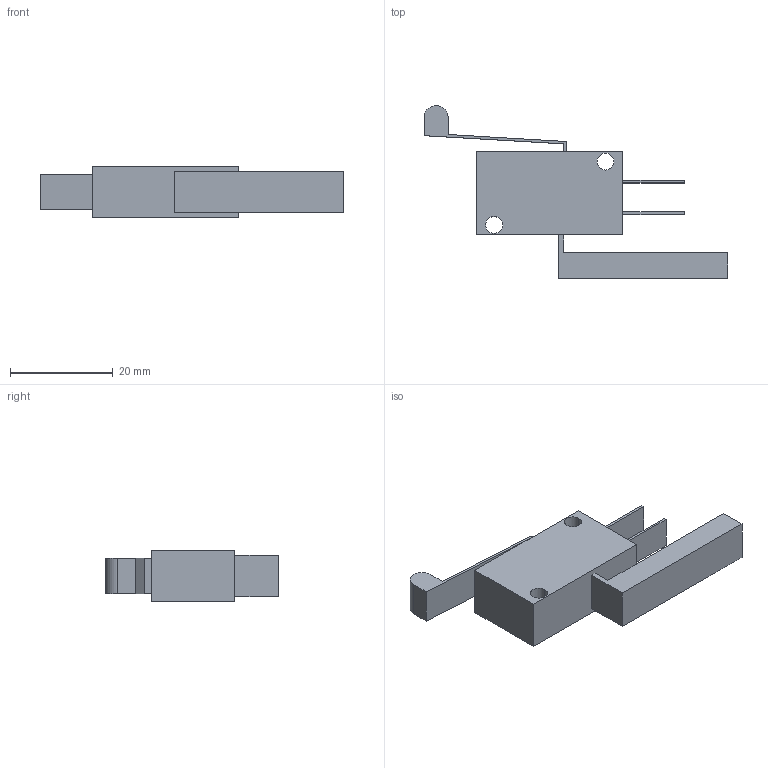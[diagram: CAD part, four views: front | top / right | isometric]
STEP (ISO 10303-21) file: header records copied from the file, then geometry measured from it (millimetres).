
FILE_DESCRIPTION (( 'STEP AP214' ), '1' );
FILE_NAME ('capteur_fin_de_course_PATTERSON_18A_250VAC.STEP', '2015-05-12T13:59:56', ( '' ), ( '' ), 'SwSTEP 2.0', 'SolidWorks 2015', '' );
FILE_SCHEMA (( 'AUTOMOTIVE_DESIGN' ));
Length unit declared in the file: millimetre
Products named in the file (1): capteur_fin_de_course_PATTERSON_18A_250VAC
Bounding box: 59.28 x 33.7 x 10.1 mm (x, y, z)
Volume: 6180 mm3; surface area: 3857.7 mm2
Topology: 1 solids, 1 shells, 38 faces, 96 edges, 64 vertices
Faces by surface type: plane 31, cylinder 7
Entity records: 1176 total; most frequent: CARTESIAN_POINT 199, ORIENTED_EDGE 192, DIRECTION 188, EDGE_CURVE 96, VECTOR 82, LINE 82, VERTEX_POINT 64, AXIS2_PLACEMENT_3D 53
